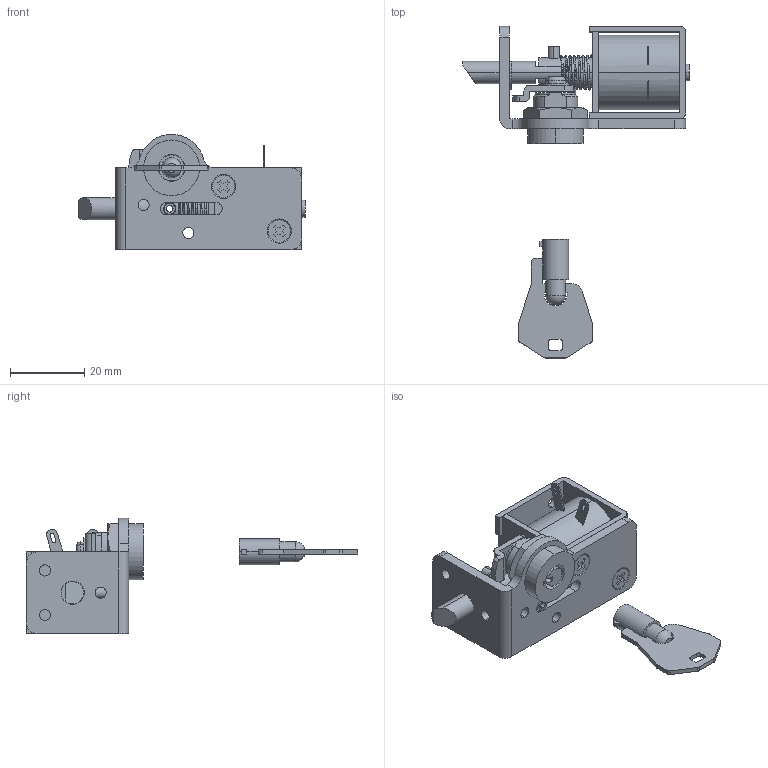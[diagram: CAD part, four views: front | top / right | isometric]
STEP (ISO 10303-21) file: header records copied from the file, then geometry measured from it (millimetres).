
FILE_DESCRIPTION (( 'STEP AP214' ), '1' );
FILE_NAME ('TL_258_1R.STEP', '2016-02-25T07:59:40', ( '' ), ( '' ), 'SwSTEP 2.0', 'SolidWorks 2015', '' );
FILE_SCHEMA (( 'AUTOMOTIVE_DESIGN' ));
Length unit declared in the file: millimetre
Products named in the file (14): nut; lock; latch; key; cam; base; TL_258_1R; spring; solenoid_2; solenoid_1; screw_2; screw_1; retainer; pin
Assembly tree (14 placements, depth 2):
  TL_258_1R
    base
    cam
    key
    latch
    lock
    nut
    pin
    retainer
    screw_1  x2
    screw_2
    solenoid_1
    solenoid_2
    spring
Bounding box: 61 x 89.31 x 31 mm (x, y, z)
Volume: 18263.2 mm3; surface area: 15228.7 mm2
Topology: 14 solids, 14 shells, 474 faces, 1211 edges, 776 vertices
Faces by surface type: plane 213, cylinder 157, bspline 84, cone 14, sphere 4, torus 2
Entity records: 15783 total; most frequent: CARTESIAN_POINT 4421, ORIENTED_EDGE 2282, DIRECTION 2242, EDGE_CURVE 1141, AXIS2_PLACEMENT_3D 831, VERTEX_POINT 730, VECTOR 580, LINE 580
